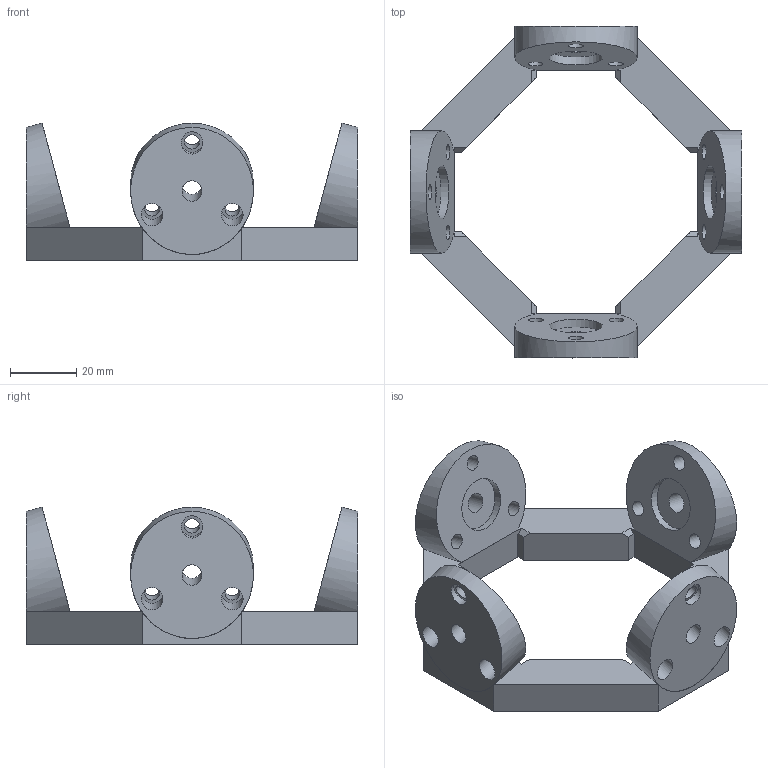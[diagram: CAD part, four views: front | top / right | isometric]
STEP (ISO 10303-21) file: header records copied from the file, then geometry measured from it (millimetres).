
FILE_DESCRIPTION(('FreeCAD Model'),'2;1');
FILE_NAME('Open CASCADE Shape Model','2024-03-24T01:28:37',(''),(''), 'Open CASCADE STEP processor 7.6','FreeCAD','Unknown');
FILE_SCHEMA(('AUTOMOTIVE_DESIGN { 1 0 10303 214 1 1 1 1 }'));
Length unit declared in the file: millimetre
Products named in the file (1): Chamfer
Bounding box: 100.04 x 100.04 x 41.5 mm (x, y, z)
Volume: 66237.9 mm3; surface area: 24419.8 mm2
Topology: 1 solids, 1 shells, 94 faces, 236 edges, 160 vertices
Faces by surface type: plane 58, cylinder 36
Full cylindrical faces by diameter (mm): 4.5 x12, 6 x4, 6.5 x12, 16 x4, 37 x4
Entity records: 2946 total; most frequent: DIRECTION 518, CARTESIAN_POINT 495, ORIENTED_EDGE 472, EDGE_CURVE 236, AXIS2_PLACEMENT_3D 191, VERTEX_POINT 160, FACE_BOUND 144, EDGE_LOOP 144
